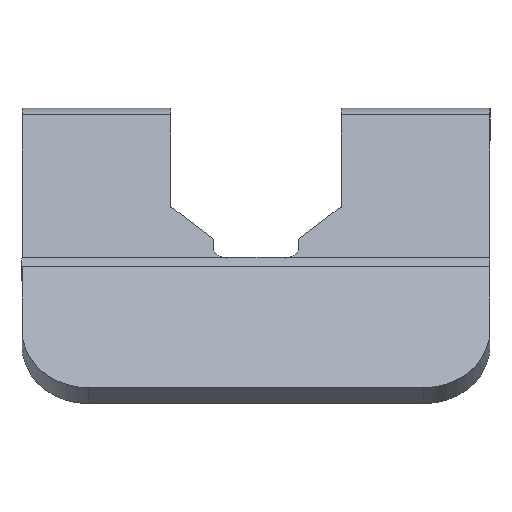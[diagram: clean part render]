
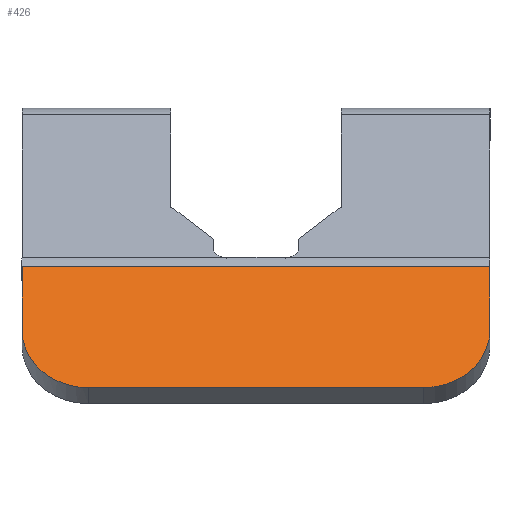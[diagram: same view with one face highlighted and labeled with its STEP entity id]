
A CAD part, top view. The second image highlights one B-rep face of the part: STEP entity #426.
In plain terms, the highlighted planar face has unit normal (0, 0.501, 0.865).
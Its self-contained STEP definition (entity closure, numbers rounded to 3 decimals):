
#371=AXIS2_PLACEMENT_3D('Plane Axis2P3D',#368,#369,#370) ;
#408=AXIS2_PLACEMENT_3D('Circle Axis2P3D',#406,#407,$) ;
#330=CARTESIAN_POINT('Vertex',(0.,5.152,18.449)) ;
#333=CARTESIAN_POINT('Line Origine',(0.,5.152,18.449)) ;
#337=CARTESIAN_POINT('Vertex',(17.6,5.152,18.449)) ;
#368=CARTESIAN_POINT('Axis2P3D Location',(0.,0.602,21.086)) ;
#373=CARTESIAN_POINT('Line Origine',(0.,3.958,19.141)) ;
#377=CARTESIAN_POINT('Vertex',(0.,2.765,19.832)) ;
#381=CARTESIAN_POINT('Control Point',(0.,2.765,19.832)) ;
#382=CARTESIAN_POINT('Control Point',(0.,2.564,19.949)) ;
#383=CARTESIAN_POINT('Control Point',(0.027,2.363,20.065)) ;
#384=CARTESIAN_POINT('Control Point',(0.081,2.165,20.18)) ;
#385=CARTESIAN_POINT('Control Point',(0.241,1.785,20.4)) ;
#386=CARTESIAN_POINT('Control Point',(0.498,1.446,20.596)) ;
#387=CARTESIAN_POINT('Control Point',(0.648,1.291,20.686)) ;
#388=CARTESIAN_POINT('Control Point',(0.988,1.013,20.847)) ;
#389=CARTESIAN_POINT('Control Point',(1.393,0.81,20.965)) ;
#390=CARTESIAN_POINT('Control Point',(1.608,0.729,21.012)) ;
#391=CARTESIAN_POINT('Control Point',(1.917,0.648,21.059)) ;
#392=CARTESIAN_POINT('Control Point',(2.235,0.612,21.08)) ;
#393=CARTESIAN_POINT('Control Point',(2.324,0.605,21.084)) ;
#394=CARTESIAN_POINT('Control Point',(2.412,0.602,21.086)) ;
#395=CARTESIAN_POINT('Control Point',(2.5,0.602,21.086)) ;
#396=CARTESIAN_POINT('Vertex',(2.5,0.602,21.086)) ;
#399=CARTESIAN_POINT('Line Origine',(8.8,0.602,21.086)) ;
#403=CARTESIAN_POINT('Vertex',(15.1,0.602,21.086)) ;
#406=CARTESIAN_POINT('Axis2P3D Location',(15.1,2.765,19.832)) ;
#410=CARTESIAN_POINT('Vertex',(17.6,2.765,19.832)) ;
#413=CARTESIAN_POINT('Line Origine',(17.6,3.958,19.141)) ;
#334=DIRECTION('Vector Direction',(1.,0.,0.)) ;
#369=DIRECTION('Axis2P3D Direction',(0.,-0.501,-0.865)) ;
#370=DIRECTION('Axis2P3D XDirection',(-1.,0.,0.)) ;
#374=DIRECTION('Vector Direction',(0.,-0.865,0.501)) ;
#400=DIRECTION('Vector Direction',(1.,0.,0.)) ;
#407=DIRECTION('Axis2P3D Direction',(0.,-0.501,-0.865)) ;
#414=DIRECTION('Vector Direction',(0.,-0.865,0.501)) ;
#335=VECTOR('Line Direction',#334,1.) ;
#375=VECTOR('Line Direction',#374,1.) ;
#401=VECTOR('Line Direction',#400,1.) ;
#415=VECTOR('Line Direction',#414,1.) ;
#419=ORIENTED_EDGE('',*,*,#379,.T.) ;
#420=ORIENTED_EDGE('',*,*,#398,.T.) ;
#421=ORIENTED_EDGE('',*,*,#405,.T.) ;
#422=ORIENTED_EDGE('',*,*,#412,.F.) ;
#423=ORIENTED_EDGE('',*,*,#417,.F.) ;
#424=ORIENTED_EDGE('',*,*,#339,.F.) ;
#426=ADVANCED_FACE('Koerper.2',(#425),#372,.F.) ;
#380=B_SPLINE_CURVE_WITH_KNOTS('',5,(#381,#382,#383,#384,#385,#386,#387,#388,#389,#390,#391,#392,#393,#394,#395),.UNSPECIFIED.,.F.,.U.,(6,3,3,3,6),(0.,1.643,3.286,4.929,5.553),.UNSPECIFIED.) ;
#409=CIRCLE('generated circle',#408,2.5) ;
#339=EDGE_CURVE('',#331,#338,#336,.T.) ;
#379=EDGE_CURVE('',#331,#378,#376,.T.) ;
#398=EDGE_CURVE('',#378,#397,#380,.T.) ;
#405=EDGE_CURVE('',#397,#404,#402,.T.) ;
#412=EDGE_CURVE('',#411,#404,#409,.T.) ;
#417=EDGE_CURVE('',#338,#411,#416,.T.) ;
#418=EDGE_LOOP('',(#419,#420,#421,#422,#423,#424)) ;
#425=FACE_OUTER_BOUND('',#418,.T.) ;
#336=LINE('Line',#333,#335) ;
#376=LINE('Line',#373,#375) ;
#402=LINE('Line',#399,#401) ;
#416=LINE('Line',#413,#415) ;
#372=PLANE('',#371) ;
#331=VERTEX_POINT('',#330) ;
#338=VERTEX_POINT('',#337) ;
#378=VERTEX_POINT('',#377) ;
#397=VERTEX_POINT('',#396) ;
#404=VERTEX_POINT('',#403) ;
#411=VERTEX_POINT('',#410) ;
